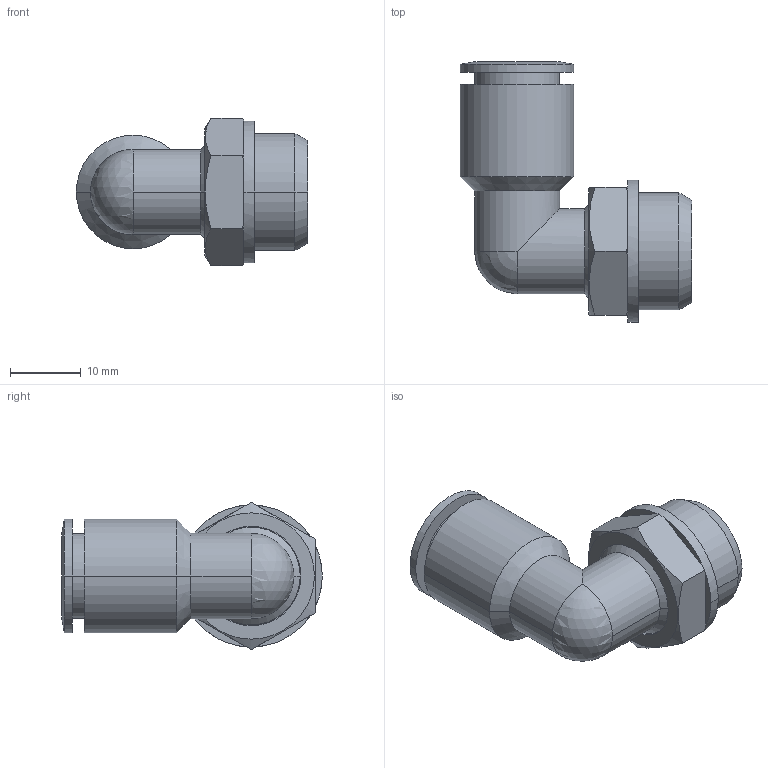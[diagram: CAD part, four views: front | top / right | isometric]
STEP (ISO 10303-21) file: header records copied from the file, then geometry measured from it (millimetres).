
FILE_DESCRIPTION((''),'2;1');
FILE_NAME('221038.stp','2003-05-26T17:02:41',('maffial1'),(''),'Autodesk Inventor (R) 6.0','Autodesk Inventor (R) 6.0','');
FILE_SCHEMA(('AUTOMOTIVE_DESIGN { 1 0 10303 214 1 1 1 1 }'));
Length unit declared in the file: millimetre
Products named in the file (1): 221038
Bounding box: 32.6 x 36.7 x 20.78 mm (x, y, z)
Volume: 5551.7 mm3; surface area: 4755.8 mm2
Topology: 1 solids, 1 shells, 64 faces, 144 edges, 84 vertices
Faces by surface type: plane 21, cylinder 20, cone 16, bspline 6, sphere 1
Entity records: 1851 total; most frequent: CARTESIAN_POINT 444, DIRECTION 310, ORIENTED_EDGE 280, EDGE_CURVE 140, AXIS2_PLACEMENT_3D 131, VERTEX_POINT 84, EDGE_LOOP 72, CIRCLE 68
